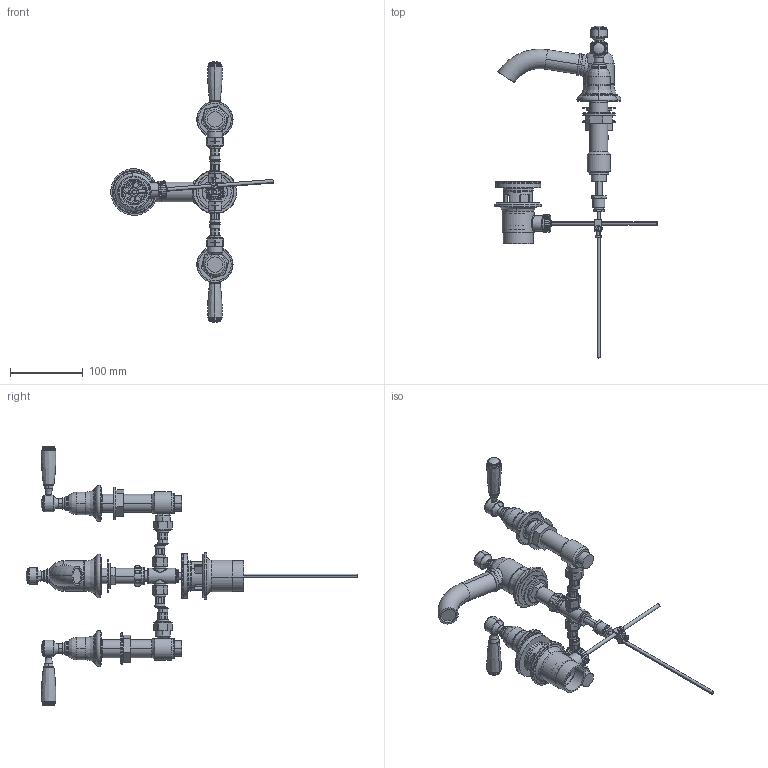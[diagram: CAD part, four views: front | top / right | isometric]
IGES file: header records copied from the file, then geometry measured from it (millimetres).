
Global section: file name: No Iges File Name specified; native system: Autodesk Inventor 2010; preprocessor: AutoDesk Inventor Iges Exporter R2010; author: adaniels; date: 20101203.135346; units: millimetre
Bounding box: 223.77 x 457.3 x 359.4 mm (x, y, z)
Volume: 565952.2 mm3; surface area: 273396.5 mm2
Topology: 74 solids, 74 shells, 2725 faces, 6719 edges, 4275 vertices
Faces by surface type: plane 1258, cylinder 473, revolution 407, bspline 289, torus 169, cone 118, sphere 11
